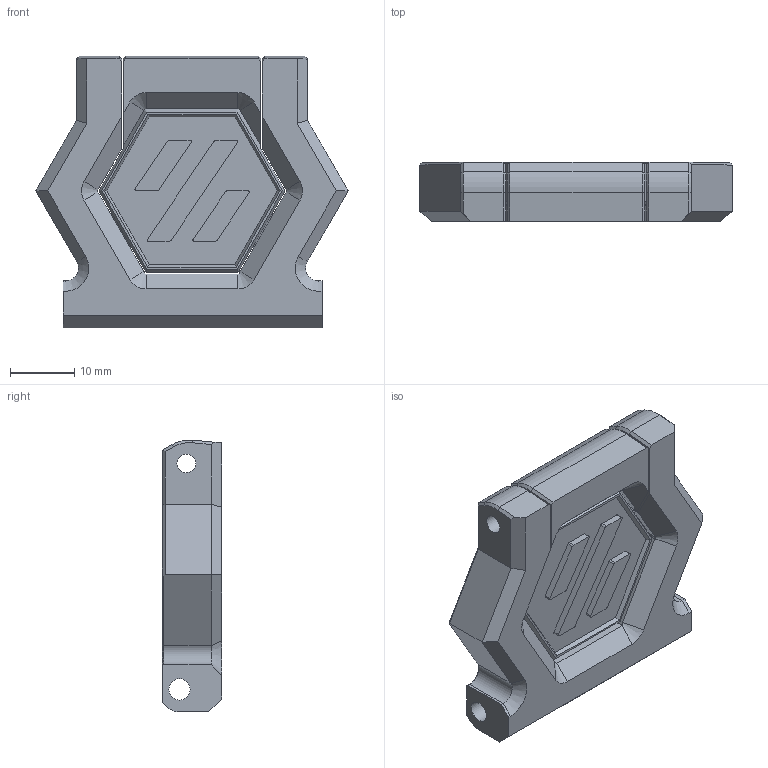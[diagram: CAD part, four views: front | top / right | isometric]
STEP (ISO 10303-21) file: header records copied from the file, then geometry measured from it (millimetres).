
FILE_DESCRIPTION(/* description */ (''),/* implementation_level */ '2;1');
FILE_NAME(/* name */ 'Lid Front Hinge - 2 Part Version (by AdamV3D).step',/* time_stamp */ '2024-04-19T20:04:58+02:00',/* author */ (''),/* organization */ (''),/* preprocessor_version */ 'ST-DEVELOPER v20',/* originating_system */ 'Autodesk Translation Framework v12.20.1.177',/* authorisation */ '');
FILE_SCHEMA (('AUTOMOTIVE_DESIGN { 1 0 10303 214 3 1 1 }'));
Length unit declared in the file: millimetre
Products named in the file (1): V3D Lid Front Hinge
Bounding box: 48.49 x 9.18 x 42.23 mm (x, y, z)
Volume: 11245.7 mm3; surface area: 6717.8 mm2
Topology: 2 solids, 2 shells, 228 faces, 578 edges, 364 vertices
Faces by surface type: plane 156, cylinder 42, cone 25, bspline 5
Full cylindrical faces by diameter (mm): 2.9 x1, 3.3 x2, 3.4 x2, 4.7 x2
Entity records: 6997 total; most frequent: CARTESIAN_POINT 1429, ORIENTED_EDGE 1156, DIRECTION 1116, EDGE_CURVE 578, LINE 450, VECTOR 450, VERTEX_POINT 364, AXIS2_PLACEMENT_3D 333
